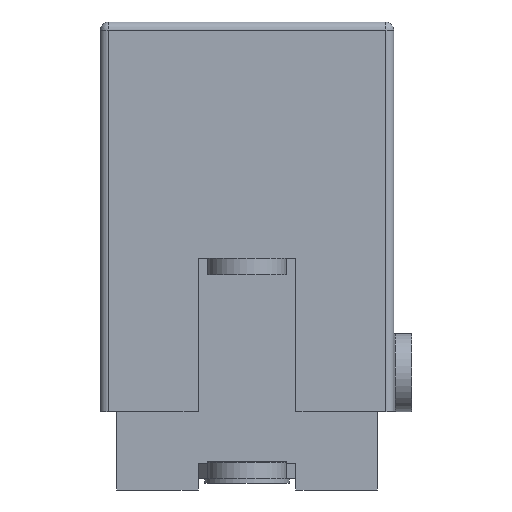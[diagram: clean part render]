
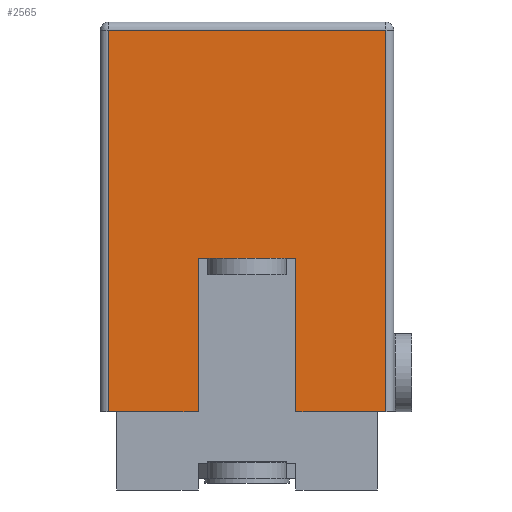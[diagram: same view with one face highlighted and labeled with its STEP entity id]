
A CAD part, front view. The second image highlights one B-rep face of the part: STEP entity #2565.
In plain terms, the highlighted planar face has unit normal (0, -1, 0).
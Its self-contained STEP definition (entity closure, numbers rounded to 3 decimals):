
#184 = ORIENTED_EDGE ( 'NONE', *, *, #1003, .F. ) ;
#210 = DIRECTION ( 'NONE',  ( 0., 1., 0. ) ) ;
#377 = CARTESIAN_POINT ( 'NONE',  ( 4.25, 0., 6.775 ) ) ;
#510 = EDGE_LOOP ( 'NONE', ( #3115, #3583, #2020, #1452, #4075, #806, #184, #1524 ) ) ;
#555 = CARTESIAN_POINT ( 'NONE',  ( -4.5, 0., -0.475 ) ) ;
#561 = CARTESIAN_POINT ( 'NONE',  ( 4.25, 0., -5.175 ) ) ;
#635 = VERTEX_POINT ( 'NONE', #561 ) ;
#649 = CARTESIAN_POINT ( 'NONE',  ( 4.25, 0., 6.525 ) ) ;
#768 = CARTESIAN_POINT ( 'NONE',  ( 4.5, 0., -5.175 ) ) ;
#806 = ORIENTED_EDGE ( 'NONE', *, *, #4080, .T. ) ;
#890 = EDGE_CURVE ( 'NONE', #2104, #1197, #3095, .T. ) ;
#1003 = EDGE_CURVE ( 'NONE', #635, #2115, #2632, .T. ) ;
#1018 = LINE ( 'NONE', #3139, #2473 ) ;
#1101 = DIRECTION ( 'NONE',  ( -1., 0., 0. ) ) ;
#1144 = CARTESIAN_POINT ( 'NONE',  ( -4.5, 0., 6.775 ) ) ;
#1192 = CARTESIAN_POINT ( 'NONE',  ( -1.5, 0., -0.475 ) ) ;
#1197 = VERTEX_POINT ( 'NONE', #4068 ) ;
#1285 = VECTOR ( 'NONE', #1819, 1000. ) ;
#1296 = VECTOR ( 'NONE', #3967, 1000. ) ;
#1344 = VECTOR ( 'NONE', #1101, 1000. ) ;
#1452 = ORIENTED_EDGE ( 'NONE', *, *, #2173, .T. ) ;
#1491 = DIRECTION ( 'NONE',  ( 0., 0., -1. ) ) ;
#1514 = CARTESIAN_POINT ( 'NONE',  ( -4.25, 0., 6.525 ) ) ;
#1524 = ORIENTED_EDGE ( 'NONE', *, *, #1878, .T. ) ;
#1568 = LINE ( 'NONE', #4008, #3993 ) ;
#1639 = EDGE_CURVE ( 'NONE', #2184, #2104, #3820, .T. ) ;
#1641 = VERTEX_POINT ( 'NONE', #1192 ) ;
#1730 = LINE ( 'NONE', #555, #2516 ) ;
#1819 = DIRECTION ( 'NONE',  ( -1., 0., 0. ) ) ;
#1865 = DIRECTION ( 'NONE',  ( 1., 0., 0. ) ) ;
#1878 = EDGE_CURVE ( 'NONE', #635, #2184, #3281, .T. ) ;
#1883 = VECTOR ( 'NONE', #3865, 1000. ) ;
#2020 = ORIENTED_EDGE ( 'NONE', *, *, #3033, .F. ) ;
#2069 = CARTESIAN_POINT ( 'NONE',  ( 4.5, 0., -5.175 ) ) ;
#2104 = VERTEX_POINT ( 'NONE', #1514 ) ;
#2115 = VERTEX_POINT ( 'NONE', #3754 ) ;
#2130 = EDGE_CURVE ( 'NONE', #1641, #3450, #1730, .T. ) ;
#2147 = PLANE ( 'NONE',  #3347 ) ;
#2173 = EDGE_CURVE ( 'NONE', #3018, #1641, #1018, .T. ) ;
#2184 = VERTEX_POINT ( 'NONE', #649 ) ;
#2473 = VECTOR ( 'NONE', #3804, 1000. ) ;
#2516 = VECTOR ( 'NONE', #1865, 1000. ) ;
#2565 = ADVANCED_FACE ( 'NONE', ( #3951 ), #2147, .F. ) ;
#2632 = LINE ( 'NONE', #2069, #1344 ) ;
#2651 = CARTESIAN_POINT ( 'NONE',  ( 1.5, 0., -0.475 ) ) ;
#2758 = DIRECTION ( 'NONE',  ( -1., 0., 0. ) ) ;
#3018 = VERTEX_POINT ( 'NONE', #3031 ) ;
#3031 = CARTESIAN_POINT ( 'NONE',  ( -1.5, 0., -5.175 ) ) ;
#3033 = EDGE_CURVE ( 'NONE', #3018, #1197, #3475, .T. ) ;
#3061 = DIRECTION ( 'NONE',  ( 0., 0., 1. ) ) ;
#3095 = LINE ( 'NONE', #3361, #1296 ) ;
#3115 = ORIENTED_EDGE ( 'NONE', *, *, #1639, .T. ) ;
#3139 = CARTESIAN_POINT ( 'NONE',  ( -1.5, 0., 6.775 ) ) ;
#3281 = LINE ( 'NONE', #377, #1883 ) ;
#3347 = AXIS2_PLACEMENT_3D ( 'NONE', #1144, #210, #3061 ) ;
#3361 = CARTESIAN_POINT ( 'NONE',  ( -4.25, 0., 6.775 ) ) ;
#3372 = VECTOR ( 'NONE', #2758, 1000. ) ;
#3450 = VERTEX_POINT ( 'NONE', #2651 ) ;
#3475 = LINE ( 'NONE', #768, #3372 ) ;
#3583 = ORIENTED_EDGE ( 'NONE', *, *, #890, .T. ) ;
#3699 = CARTESIAN_POINT ( 'NONE',  ( -4.5, 0., 6.525 ) ) ;
#3754 = CARTESIAN_POINT ( 'NONE',  ( 1.5, 0., -5.175 ) ) ;
#3804 = DIRECTION ( 'NONE',  ( 0., 0., 1. ) ) ;
#3820 = LINE ( 'NONE', #3699, #1285 ) ;
#3865 = DIRECTION ( 'NONE',  ( 0., 0., 1. ) ) ;
#3951 = FACE_OUTER_BOUND ( 'NONE', #510, .T. ) ;
#3967 = DIRECTION ( 'NONE',  ( 0., 0., -1. ) ) ;
#3993 = VECTOR ( 'NONE', #1491, 1000. ) ;
#4008 = CARTESIAN_POINT ( 'NONE',  ( 1.5, 0., 6.775 ) ) ;
#4068 = CARTESIAN_POINT ( 'NONE',  ( -4.25, 0., -5.175 ) ) ;
#4075 = ORIENTED_EDGE ( 'NONE', *, *, #2130, .T. ) ;
#4080 = EDGE_CURVE ( 'NONE', #3450, #2115, #1568, .T. ) ;
